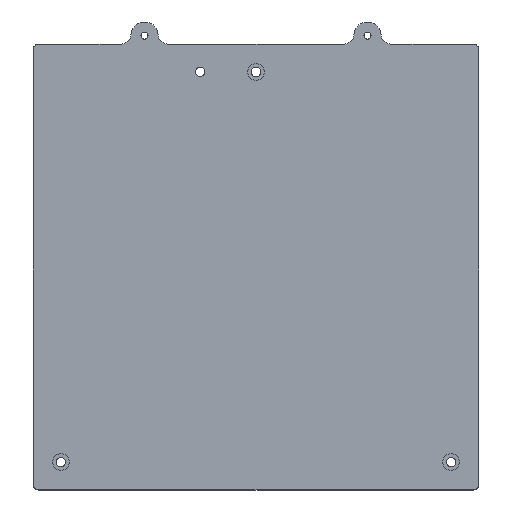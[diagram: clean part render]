
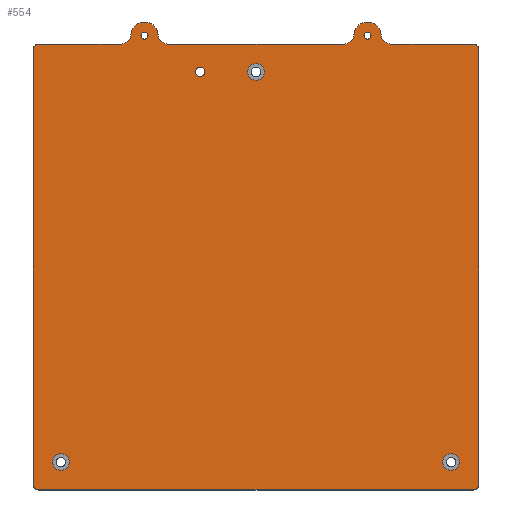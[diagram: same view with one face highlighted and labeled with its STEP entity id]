
A CAD part, top view. The second image highlights one B-rep face of the part: STEP entity #554.
In plain terms, the highlighted planar face has unit normal (0, 0, 1).
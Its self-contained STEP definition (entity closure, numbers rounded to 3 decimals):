
#22=FACE_BOUND('',#107,.T.);
#23=FACE_BOUND('',#108,.T.);
#24=FACE_BOUND('',#109,.T.);
#25=FACE_BOUND('',#110,.T.);
#26=FACE_BOUND('',#111,.T.);
#27=FACE_BOUND('',#112,.T.);
#43=PLANE('',#625);
#73=FACE_OUTER_BOUND('',#106,.T.);
#106=EDGE_LOOP('',(#463,#464,#465,#466,#467,#468,#469,#470,#471,#472,#473,
#474,#475,#476,#477,#478));
#107=EDGE_LOOP('',(#479));
#108=EDGE_LOOP('',(#480));
#109=EDGE_LOOP('',(#481));
#110=EDGE_LOOP('',(#482));
#111=EDGE_LOOP('',(#483));
#112=EDGE_LOOP('',(#484));
#131=LINE('',#877,#168);
#137=LINE('',#901,#174);
#141=LINE('',#913,#178);
#145=LINE('',#925,#182);
#149=LINE('',#937,#186);
#153=LINE('',#949,#190);
#168=VECTOR('',#711,10.);
#174=VECTOR('',#737,10.);
#178=VECTOR('',#749,10.);
#182=VECTOR('',#761,10.);
#186=VECTOR('',#773,10.);
#190=VECTOR('',#785,10.);
#194=CIRCLE('',#560,1.666);
#196=CIRCLE('',#563,1.265);
#198=CIRCLE('',#566,1.265);
#200=CIRCLE('',#569,3.);
#203=CIRCLE('',#574,3.);
#206=CIRCLE('',#579,3.);
#212=CIRCLE('',#590,3.5);
#214=CIRCLE('',#594,3.5);
#216=CIRCLE('',#597,4.9);
#218=CIRCLE('',#600,3.5);
#220=CIRCLE('',#604,2.);
#222=CIRCLE('',#608,2.);
#224=CIRCLE('',#612,2.);
#226=CIRCLE('',#616,2.);
#228=CIRCLE('',#620,3.5);
#230=CIRCLE('',#623,4.9);
#232=VERTEX_POINT('',#810);
#234=VERTEX_POINT('',#816);
#236=VERTEX_POINT('',#822);
#238=VERTEX_POINT('',#828);
#241=VERTEX_POINT('',#837);
#244=VERTEX_POINT('',#846);
#250=VERTEX_POINT('',#867);
#251=VERTEX_POINT('',#868);
#254=VERTEX_POINT('',#876);
#256=VERTEX_POINT('',#882);
#258=VERTEX_POINT('',#888);
#260=VERTEX_POINT('',#894);
#262=VERTEX_POINT('',#900);
#264=VERTEX_POINT('',#906);
#266=VERTEX_POINT('',#912);
#268=VERTEX_POINT('',#918);
#270=VERTEX_POINT('',#924);
#272=VERTEX_POINT('',#930);
#274=VERTEX_POINT('',#936);
#276=VERTEX_POINT('',#942);
#278=VERTEX_POINT('',#948);
#280=VERTEX_POINT('',#954);
#282=EDGE_CURVE('',#232,#232,#194,.T.);
#285=EDGE_CURVE('',#234,#234,#196,.T.);
#288=EDGE_CURVE('',#236,#236,#198,.T.);
#291=EDGE_CURVE('',#238,#238,#200,.T.);
#295=EDGE_CURVE('',#241,#241,#203,.T.);
#299=EDGE_CURVE('',#244,#244,#206,.T.);
#309=EDGE_CURVE('',#250,#251,#212,.T.);
#313=EDGE_CURVE('',#250,#254,#131,.T.);
#316=EDGE_CURVE('',#256,#254,#214,.T.);
#319=EDGE_CURVE('',#256,#258,#216,.T.);
#322=EDGE_CURVE('',#260,#258,#218,.T.);
#325=EDGE_CURVE('',#260,#262,#137,.T.);
#328=EDGE_CURVE('',#262,#264,#220,.T.);
#331=EDGE_CURVE('',#264,#266,#141,.T.);
#334=EDGE_CURVE('',#266,#268,#222,.T.);
#337=EDGE_CURVE('',#268,#270,#145,.T.);
#340=EDGE_CURVE('',#270,#272,#224,.T.);
#343=EDGE_CURVE('',#272,#274,#149,.T.);
#346=EDGE_CURVE('',#274,#276,#226,.T.);
#349=EDGE_CURVE('',#276,#278,#153,.T.);
#352=EDGE_CURVE('',#280,#278,#228,.T.);
#355=EDGE_CURVE('',#280,#251,#230,.T.);
#463=ORIENTED_EDGE('',*,*,#355,.T.);
#464=ORIENTED_EDGE('',*,*,#309,.F.);
#465=ORIENTED_EDGE('',*,*,#313,.T.);
#466=ORIENTED_EDGE('',*,*,#316,.F.);
#467=ORIENTED_EDGE('',*,*,#319,.T.);
#468=ORIENTED_EDGE('',*,*,#322,.F.);
#469=ORIENTED_EDGE('',*,*,#325,.T.);
#470=ORIENTED_EDGE('',*,*,#328,.T.);
#471=ORIENTED_EDGE('',*,*,#331,.T.);
#472=ORIENTED_EDGE('',*,*,#334,.T.);
#473=ORIENTED_EDGE('',*,*,#337,.T.);
#474=ORIENTED_EDGE('',*,*,#340,.T.);
#475=ORIENTED_EDGE('',*,*,#343,.T.);
#476=ORIENTED_EDGE('',*,*,#346,.T.);
#477=ORIENTED_EDGE('',*,*,#349,.T.);
#478=ORIENTED_EDGE('',*,*,#352,.F.);
#479=ORIENTED_EDGE('',*,*,#282,.T.);
#480=ORIENTED_EDGE('',*,*,#285,.T.);
#481=ORIENTED_EDGE('',*,*,#288,.T.);
#482=ORIENTED_EDGE('',*,*,#291,.T.);
#483=ORIENTED_EDGE('',*,*,#295,.T.);
#484=ORIENTED_EDGE('',*,*,#299,.T.);
#554=ADVANCED_FACE('',(#73,#22,#23,#24,#25,#26,#27),#43,.T.);
#560=AXIS2_PLACEMENT_3D('',#811,#634,#635);
#563=AXIS2_PLACEMENT_3D('',#817,#641,#642);
#566=AXIS2_PLACEMENT_3D('',#823,#648,#649);
#569=AXIS2_PLACEMENT_3D('',#829,#655,#656);
#574=AXIS2_PLACEMENT_3D('',#838,#666,#667);
#579=AXIS2_PLACEMENT_3D('',#847,#677,#678);
#590=AXIS2_PLACEMENT_3D('',#869,#703,#704);
#594=AXIS2_PLACEMENT_3D('',#883,#716,#717);
#597=AXIS2_PLACEMENT_3D('',#889,#723,#724);
#600=AXIS2_PLACEMENT_3D('',#895,#730,#731);
#604=AXIS2_PLACEMENT_3D('',#907,#742,#743);
#608=AXIS2_PLACEMENT_3D('',#919,#754,#755);
#612=AXIS2_PLACEMENT_3D('',#931,#766,#767);
#616=AXIS2_PLACEMENT_3D('',#943,#778,#779);
#620=AXIS2_PLACEMENT_3D('',#955,#790,#791);
#623=AXIS2_PLACEMENT_3D('',#960,#797,#798);
#625=AXIS2_PLACEMENT_3D('',#962,#801,#802);
#634=DIRECTION('center_axis',(0.,0.,-1.));
#635=DIRECTION('ref_axis',(1.,0.,0.));
#641=DIRECTION('center_axis',(0.,0.,-1.));
#642=DIRECTION('ref_axis',(1.,0.,0.));
#648=DIRECTION('center_axis',(0.,0.,-1.));
#649=DIRECTION('ref_axis',(1.,0.,0.));
#655=DIRECTION('center_axis',(0.,0.,-1.));
#656=DIRECTION('ref_axis',(1.,0.,0.));
#666=DIRECTION('center_axis',(0.,0.,-1.));
#667=DIRECTION('ref_axis',(1.,0.,0.));
#677=DIRECTION('center_axis',(0.,0.,-1.));
#678=DIRECTION('ref_axis',(1.,0.,0.));
#703=DIRECTION('center_axis',(0.,0.,1.));
#704=DIRECTION('ref_axis',(0.,-1.,0.));
#711=DIRECTION('',(-1.,0.,0.));
#716=DIRECTION('center_axis',(0.,0.,1.));
#717=DIRECTION('ref_axis',(-0.998,-0.06,0.));
#723=DIRECTION('center_axis',(0.,0.,1.));
#724=DIRECTION('ref_axis',(0.998,0.06,0.));
#730=DIRECTION('center_axis',(0.,0.,1.));
#731=DIRECTION('ref_axis',(0.,-1.,0.));
#737=DIRECTION('',(-1.,0.,0.));
#742=DIRECTION('center_axis',(0.,0.,1.));
#743=DIRECTION('ref_axis',(0.,1.,0.));
#749=DIRECTION('',(0.,-1.,0.));
#754=DIRECTION('center_axis',(0.,0.,1.));
#755=DIRECTION('ref_axis',(-1.,0.,0.));
#761=DIRECTION('',(1.,0.,0.));
#766=DIRECTION('center_axis',(0.,0.,1.));
#767=DIRECTION('ref_axis',(0.,-1.,0.));
#773=DIRECTION('',(0.,1.,0.));
#778=DIRECTION('center_axis',(0.,0.,1.));
#779=DIRECTION('ref_axis',(1.,0.,0.));
#785=DIRECTION('',(-1.,0.,0.));
#790=DIRECTION('center_axis',(0.,0.,1.));
#791=DIRECTION('ref_axis',(-0.998,-0.06,0.));
#797=DIRECTION('center_axis',(0.,0.,1.));
#798=DIRECTION('ref_axis',(0.998,0.06,0.));
#801=DIRECTION('center_axis',(0.,0.,1.));
#802=DIRECTION('ref_axis',(1.,0.,0.));
#810=CARTESIAN_POINT('',(58.334,150.,0.));
#811=CARTESIAN_POINT('Origin',(60.,150.,0.));
#816=CARTESIAN_POINT('',(38.736,163.,0.));
#817=CARTESIAN_POINT('Origin',(40.,163.,0.));
#822=CARTESIAN_POINT('',(118.736,163.,0.));
#823=CARTESIAN_POINT('Origin',(120.,163.,0.));
#828=CARTESIAN_POINT('',(77.,150.,0.));
#829=CARTESIAN_POINT('Origin',(80.,150.,0.));
#837=CARTESIAN_POINT('',(7.,10.,0.));
#838=CARTESIAN_POINT('Origin',(10.,10.,0.));
#846=CARTESIAN_POINT('',(147.,10.,0.));
#847=CARTESIAN_POINT('Origin',(150.,10.,0.));
#867=CARTESIAN_POINT('',(111.615,160.,0.));
#868=CARTESIAN_POINT('',(115.109,163.292,0.));
#869=CARTESIAN_POINT('Origin',(111.615,163.5,0.));
#876=CARTESIAN_POINT('',(48.385,160.,0.));
#877=CARTESIAN_POINT('',(111.615,160.,0.));
#882=CARTESIAN_POINT('',(44.891,163.292,0.));
#883=CARTESIAN_POINT('Origin',(48.385,163.5,0.));
#888=CARTESIAN_POINT('',(35.109,163.292,0.));
#889=CARTESIAN_POINT('Origin',(40.,163.,0.));
#894=CARTESIAN_POINT('',(31.615,160.,0.));
#895=CARTESIAN_POINT('Origin',(31.615,163.5,0.));
#900=CARTESIAN_POINT('',(2.,160.,0.));
#901=CARTESIAN_POINT('',(31.615,160.,0.));
#906=CARTESIAN_POINT('',(0.,158.,0.));
#907=CARTESIAN_POINT('Origin',(2.,158.,0.));
#912=CARTESIAN_POINT('',(0.,2.,0.));
#913=CARTESIAN_POINT('',(0.,158.,0.));
#918=CARTESIAN_POINT('',(2.,0.,0.));
#919=CARTESIAN_POINT('Origin',(2.,2.,0.));
#924=CARTESIAN_POINT('',(158.,0.,0.));
#925=CARTESIAN_POINT('',(2.,0.,0.));
#930=CARTESIAN_POINT('',(160.,2.,0.));
#931=CARTESIAN_POINT('Origin',(158.,2.,0.));
#936=CARTESIAN_POINT('',(160.,158.,0.));
#937=CARTESIAN_POINT('',(160.,2.,0.));
#942=CARTESIAN_POINT('',(158.,160.,0.));
#943=CARTESIAN_POINT('Origin',(158.,158.,0.));
#948=CARTESIAN_POINT('',(128.385,160.,0.));
#949=CARTESIAN_POINT('',(158.,160.,0.));
#954=CARTESIAN_POINT('',(124.891,163.292,0.));
#955=CARTESIAN_POINT('Origin',(128.385,163.5,0.));
#960=CARTESIAN_POINT('Origin',(120.,163.,0.));
#962=CARTESIAN_POINT('Origin',(80.,83.95,0.));
